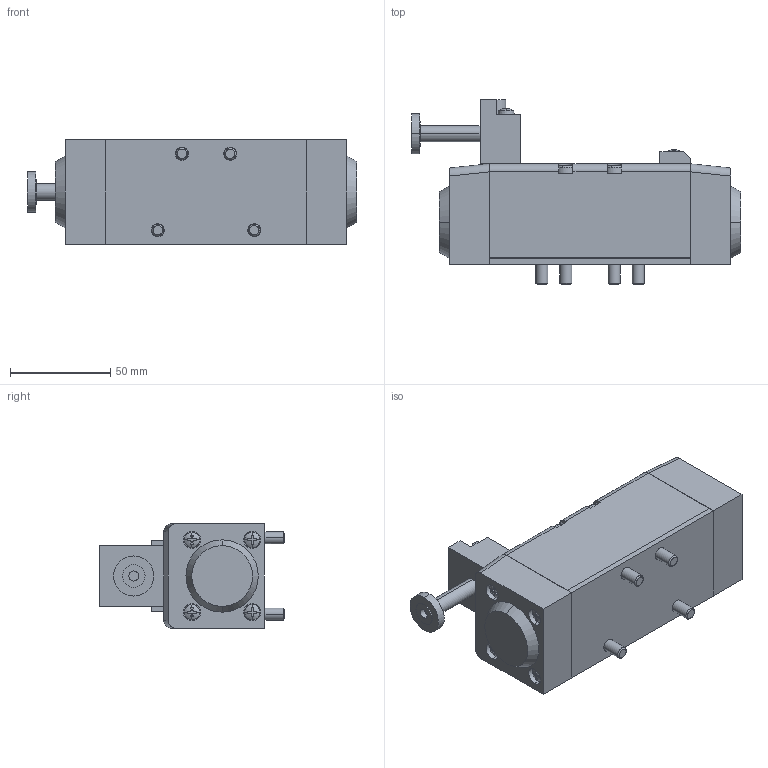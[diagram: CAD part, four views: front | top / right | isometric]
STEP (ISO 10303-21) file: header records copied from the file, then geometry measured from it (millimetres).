
FILE_DESCRIPTION (( 'STEP AP203' ), '1' );
FILE_NAME ('HVS-5221.step', '2022-04-19T17:46:47', ( '' ), ( '' ), 'SwSTEP 2.0', 'SolidWorks 2021', '' );
FILE_SCHEMA (( 'CONFIG_CONTROL_DESIGN' ));
Length unit declared in the file: inch
Products named in the file (1): HVS-5221
Bounding box: 164 x 92 x 52 mm (x, y, z)
Volume: 389009.6 mm3; surface area: 71671.9 mm2
Topology: 21 solids, 21 shells, 855 faces, 2157 edges, 1366 vertices
Faces by surface type: plane 448, cone 164, cylinder 147, torus 48, sphere 48
Entity records: 26488 total; most frequent: CARTESIAN_POINT 5307, DIRECTION 4699, ORIENTED_EDGE 4250, EDGE_CURVE 2125, AXIS2_PLACEMENT_3D 1798, VERTEX_POINT 1366, VECTOR 1103, LINE 1103
